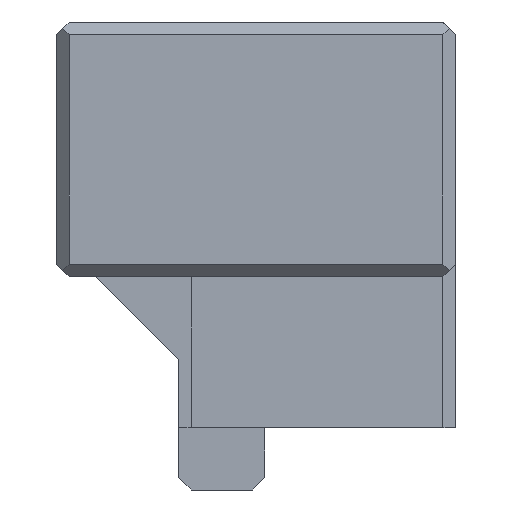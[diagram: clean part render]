
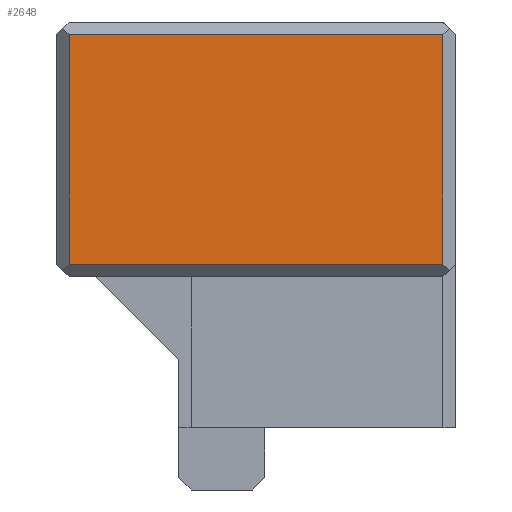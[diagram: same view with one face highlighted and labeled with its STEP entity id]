
A CAD part, left-side view. The second image highlights one B-rep face of the part: STEP entity #2648.
In plain terms, the highlighted planar face has unit normal (-1, 0, 0).
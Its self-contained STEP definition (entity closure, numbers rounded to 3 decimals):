
#273=FACE_OUTER_BOUND('',#424,.T.);
#424=EDGE_LOOP('',(#2348,#2349,#2350,#2351));
#510=LINE('',#3788,#804);
#534=LINE('',#3850,#828);
#718=LINE('',#4386,#1012);
#721=LINE('',#4392,#1015);
#804=VECTOR('',#3009,10.);
#828=VECTOR('',#3043,10.);
#1012=VECTOR('',#3583,10.);
#1015=VECTOR('',#3592,10.);
#1086=VERTEX_POINT('',#3785);
#1087=VERTEX_POINT('',#3787);
#1108=VERTEX_POINT('',#3848);
#1260=VERTEX_POINT('',#4385);
#1340=EDGE_CURVE('',#1086,#1087,#510,.T.);
#1368=EDGE_CURVE('',#1108,#1086,#534,.T.);
#1627=EDGE_CURVE('',#1087,#1260,#718,.T.);
#1630=EDGE_CURVE('',#1260,#1108,#721,.T.);
#2348=ORIENTED_EDGE('',*,*,#1368,.F.);
#2349=ORIENTED_EDGE('',*,*,#1630,.F.);
#2350=ORIENTED_EDGE('',*,*,#1627,.F.);
#2351=ORIENTED_EDGE('',*,*,#1340,.F.);
#2505=PLANE('',#2880);
#2648=ADVANCED_FACE('',(#273),#2505,.T.);
#2880=AXIS2_PLACEMENT_3D('',#4393,#3593,#3594);
#3009=DIRECTION('',(0.,0.,1.));
#3043=DIRECTION('',(0.,1.,0.));
#3583=DIRECTION('',(0.,-1.,0.));
#3592=DIRECTION('',(0.,0.,-1.));
#3593=DIRECTION('center_axis',(-1.,0.,0.));
#3594=DIRECTION('ref_axis',(0.,0.,1.));
#3785=CARTESIAN_POINT('',(-18.499,35.129,58.981));
#3787=CARTESIAN_POINT('',(-18.499,35.129,70.021));
#3788=CARTESIAN_POINT('',(-18.499,35.129,60.901));
#3848=CARTESIAN_POINT('',(-18.499,17.161,58.981));
#3850=CARTESIAN_POINT('',(-18.499,28.961,58.981));
#4385=CARTESIAN_POINT('',(-18.499,17.161,70.021));
#4386=CARTESIAN_POINT('',(-18.499,28.961,70.021));
#4392=CARTESIAN_POINT('',(-18.499,17.161,59.788));
#4393=CARTESIAN_POINT('Origin',(-18.499,28.961,58.381));
